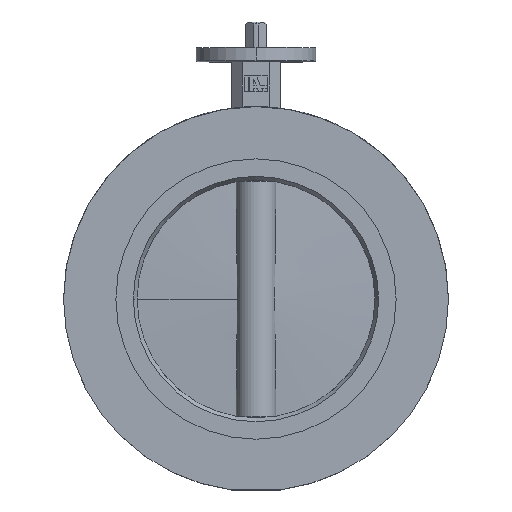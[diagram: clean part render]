
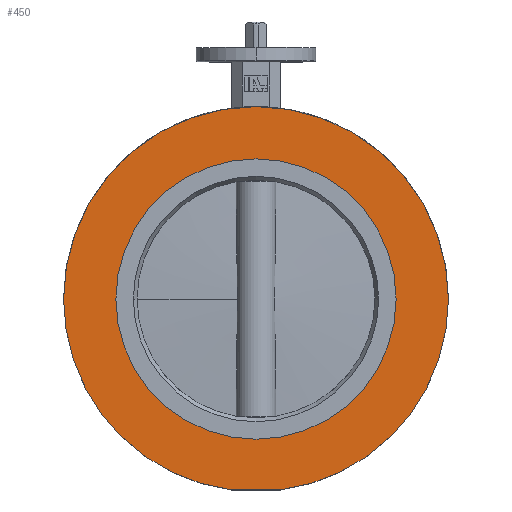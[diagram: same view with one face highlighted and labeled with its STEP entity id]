
A CAD part, top view. The second image highlights one B-rep face of the part: STEP entity #450.
In plain terms, the highlighted planar face has unit normal (0, 0, 1).
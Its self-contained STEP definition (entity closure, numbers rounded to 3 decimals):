
#168 = EDGE_LOOP ( 'NONE', ( #1264, #1265 ) ) ;
#170 = EDGE_LOOP ( 'NONE', ( #1260, #1261, #1262, #1263 ) ) ;
#283 = VERTEX_POINT ( 'NONE', #772 ) ;
#293 = VERTEX_POINT ( 'NONE', #779 ) ;
#304 = VERTEX_POINT ( 'NONE', #790 ) ;
#311 = VERTEX_POINT ( 'NONE', #797 ) ;
#312 = VERTEX_POINT ( 'NONE', #798 ) ;
#380 = VERTEX_POINT ( 'NONE', #866 ) ;
#450 = ADVANCED_FACE ( 'NONE', ( #2087, #2089 ), #2222, .T. ) ;
#623 = EDGE_CURVE ( 'NONE', #283, #293, #2607, .T. ) ;
#631 = EDGE_CURVE ( 'NONE', #304, #283, #2615, .T. ) ;
#636 = EDGE_CURVE ( 'NONE', #311, #312, #2624, .T. ) ;
#772 = CARTESIAN_POINT ( 'NONE',  ( -241., 0., 39. ) ) ;
#779 = CARTESIAN_POINT ( 'NONE',  ( 241., 0., 39. ) ) ;
#790 = CARTESIAN_POINT ( 'NONE',  ( -30.984, -239., 39. ) ) ;
#797 = CARTESIAN_POINT ( 'NONE',  ( -175.5, 0., 39. ) ) ;
#798 = CARTESIAN_POINT ( 'NONE',  ( 175.5, 0., 39. ) ) ;
#866 = CARTESIAN_POINT ( 'NONE',  ( 30.984, -239., 39. ) ) ;
#1260 = ORIENTED_EDGE ( 'NONE', *, *, #1591, .F. ) ;
#1261 = ORIENTED_EDGE ( 'NONE', *, *, #1592, .F. ) ;
#1262 = ORIENTED_EDGE ( 'NONE', *, *, #623, .F. ) ;
#1263 = ORIENTED_EDGE ( 'NONE', *, *, #631, .F. ) ;
#1264 = ORIENTED_EDGE ( 'NONE', *, *, #1593, .F. ) ;
#1265 = ORIENTED_EDGE ( 'NONE', *, *, #636, .F. ) ;
#1591 = EDGE_CURVE ( 'NONE', #380, #304, #2767, .T. ) ;
#1592 = EDGE_CURVE ( 'NONE', #293, #380, #2769, .T. ) ;
#1593 = EDGE_CURVE ( 'NONE', #312, #311, #2758, .T. ) ;
#1812 = AXIS2_PLACEMENT_3D ( 'NONE', #2220, #2217, #2224 ) ;
#2087 = FACE_OUTER_BOUND ( 'NONE', #170, .T. ) ;
#2089 = FACE_BOUND ( 'NONE', #168, .T. ) ;
#2217 = DIRECTION ( 'NONE',  ( 0., 0., 1. ) ) ;
#2220 = CARTESIAN_POINT ( 'NONE',  ( 0., 0., 39. ) ) ;
#2222 = PLANE ( 'NONE',  #1812 ) ;
#2224 = DIRECTION ( 'NONE',  ( 1., 0., 0. ) ) ;
#2607 = CIRCLE ( 'NONE', #3573, 241. ) ;
#2615 = CIRCLE ( 'NONE', #3577, 241. ) ;
#2624 = CIRCLE ( 'NONE', #3580, 175.5 ) ;
#2758 = CIRCLE ( 'NONE', #3619, 175.5 ) ;
#2767 = LINE ( 'NONE', #3865, #2770 ) ;
#2769 = CIRCLE ( 'NONE', #3618, 241. ) ;
#2770 = VECTOR ( 'NONE', #3866, 1000. ) ;
#3412 = CARTESIAN_POINT ( 'NONE',  ( 0., 0., 39. ) ) ;
#3413 = DIRECTION ( 'NONE',  ( 0., 0., -1. ) ) ;
#3414 = DIRECTION ( 'NONE',  ( -1., 0., 0. ) ) ;
#3435 = CARTESIAN_POINT ( 'NONE',  ( 0., 0., 39. ) ) ;
#3436 = DIRECTION ( 'NONE',  ( 0., 0., -1. ) ) ;
#3437 = DIRECTION ( 'NONE',  ( -1., 0., 0. ) ) ;
#3448 = CARTESIAN_POINT ( 'NONE',  ( 0., 0., 39. ) ) ;
#3449 = DIRECTION ( 'NONE',  ( 0., 0., 1. ) ) ;
#3450 = DIRECTION ( 'NONE',  ( 1., 0., 0. ) ) ;
#3573 = AXIS2_PLACEMENT_3D ( 'NONE', #3412, #3413, #3414 ) ;
#3577 = AXIS2_PLACEMENT_3D ( 'NONE', #3435, #3436, #3437 ) ;
#3580 = AXIS2_PLACEMENT_3D ( 'NONE', #3448, #3449, #3450 ) ;
#3618 = AXIS2_PLACEMENT_3D ( 'NONE', #3867, #3868, #3869 ) ;
#3619 = AXIS2_PLACEMENT_3D ( 'NONE', #3870, #3871, #3872 ) ;
#3865 = CARTESIAN_POINT ( 'NONE',  ( 0., -239., 39. ) ) ;
#3866 = DIRECTION ( 'NONE',  ( -1., 0., 0. ) ) ;
#3867 = CARTESIAN_POINT ( 'NONE',  ( 0., 0., 39. ) ) ;
#3868 = DIRECTION ( 'NONE',  ( 0., 0., -1. ) ) ;
#3869 = DIRECTION ( 'NONE',  ( -1., 0., 0. ) ) ;
#3870 = CARTESIAN_POINT ( 'NONE',  ( 0., 0., 39. ) ) ;
#3871 = DIRECTION ( 'NONE',  ( 0., 0., 1. ) ) ;
#3872 = DIRECTION ( 'NONE',  ( 1., 0., 0. ) ) ;
